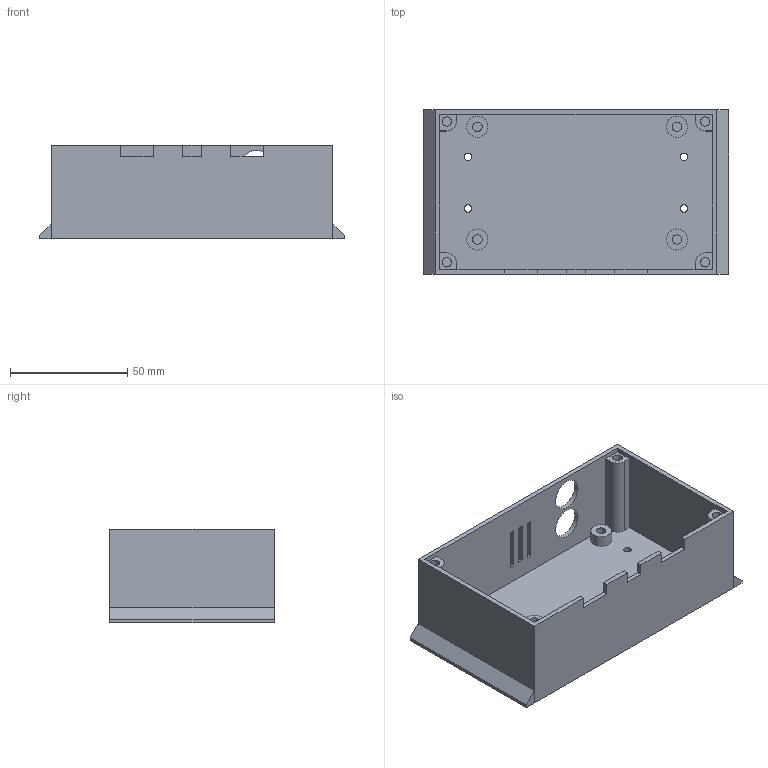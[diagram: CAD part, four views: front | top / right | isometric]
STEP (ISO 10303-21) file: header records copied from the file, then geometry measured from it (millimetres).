
FILE_DESCRIPTION(('FreeCAD Model'),'2;1');
FILE_NAME('Open CASCADE Shape Model','2024-06-30T13:00:21',(''),(''), 'Open CASCADE STEP processor 7.6','FreeCAD','Unknown');
FILE_SCHEMA(('AUTOMOTIVE_DESIGN { 1 0 10303 214 1 1 1 1 }'));
Length unit declared in the file: millimetre
Products named in the file (1): Case
Bounding box: 130 x 70 x 40 mm (x, y, z)
Volume: 53719.3 mm3; surface area: 47259.1 mm2
Topology: 1 solids, 1 shells, 90 faces, 220 edges, 144 vertices
Faces by surface type: plane 68, cylinder 22
Full cylindrical faces by diameter (mm): 3.2 x4, 4 x8, 9 x4, 13.5 x2
Entity records: 2682 total; most frequent: CARTESIAN_POINT 455, DIRECTION 446, ORIENTED_EDGE 440, EDGE_CURVE 220, LINE 176, VECTOR 176, VERTEX_POINT 144, AXIS2_PLACEMENT_3D 135
